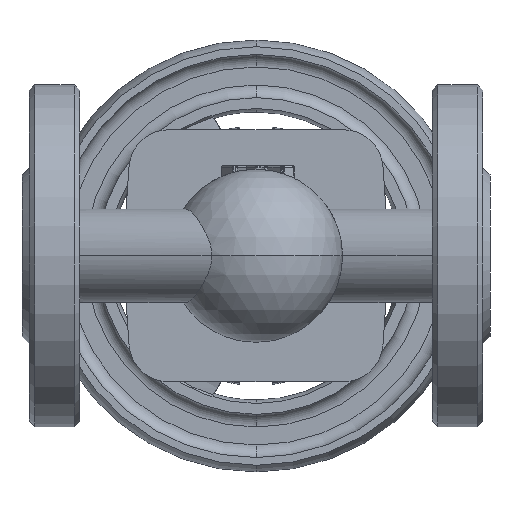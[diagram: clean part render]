
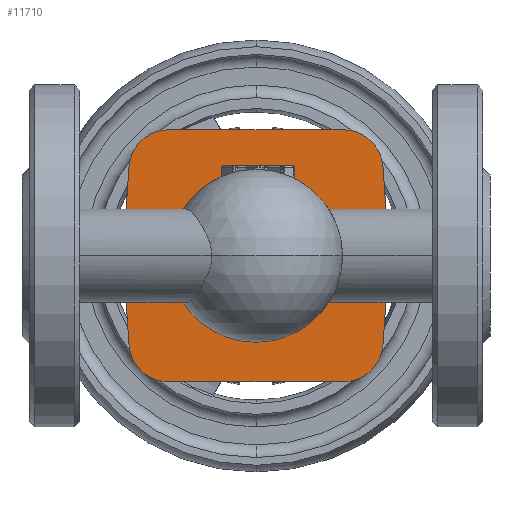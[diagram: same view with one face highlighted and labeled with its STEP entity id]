
A CAD part, front view. The second image highlights one B-rep face of the part: STEP entity #11710.
In plain terms, the highlighted planar face has unit normal (0, -1, 0).
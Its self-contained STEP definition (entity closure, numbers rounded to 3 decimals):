
#237 = CARTESIAN_POINT ( 'NONE',  ( -35.268, 30., -24.767 ) ) ;
#257 = LINE ( 'NONE', #12107, #3724 ) ;
#443 = AXIS2_PLACEMENT_3D ( 'NONE', #10339, #19945, #4720 ) ;
#544 = DIRECTION ( 'NONE',  ( -1., 0., 0. ) ) ;
#607 = EDGE_CURVE ( 'NONE', #12400, #15185, #15083, .T. ) ;
#811 = VERTEX_POINT ( 'NONE', #8801 ) ;
#938 = VERTEX_POINT ( 'NONE', #19978 ) ;
#944 = DIRECTION ( 'NONE',  ( 0., -1., 0. ) ) ;
#1334 = EDGE_CURVE ( 'NONE', #7658, #18430, #17537, .T. ) ;
#1386 = CIRCLE ( 'NONE', #18917, 24. ) ;
#1414 = ORIENTED_EDGE ( 'NONE', *, *, #2853, .T. ) ;
#1713 = EDGE_CURVE ( 'NONE', #938, #10189, #17361, .T. ) ;
#1822 = VECTOR ( 'NONE', #8327, 1000. ) ;
#1939 = AXIS2_PLACEMENT_3D ( 'NONE', #13117, #13094, #13072 ) ;
#2154 = ORIENTED_EDGE ( 'NONE', *, *, #18542, .F. ) ;
#2224 = DIRECTION ( 'NONE',  ( -0.07, 0., -0.998 ) ) ;
#2297 = CARTESIAN_POINT ( 'NONE',  ( 24.295, 30., -35. ) ) ;
#2420 = CARTESIAN_POINT ( 'NONE',  ( 24.295, 30., -24. ) ) ;
#2448 = CIRCLE ( 'NONE', #1939, 11. ) ;
#2476 = DIRECTION ( 'NONE',  ( 0., -1., 0. ) ) ;
#2581 = DIRECTION ( 'NONE',  ( -0.07, 0., 0.998 ) ) ;
#2690 = AXIS2_PLACEMENT_3D ( 'NONE', #3981, #3852, #3583 ) ;
#2853 = EDGE_CURVE ( 'NONE', #7658, #811, #2448, .T. ) ;
#3323 = AXIS2_PLACEMENT_3D ( 'NONE', #2420, #12778, #12909 ) ;
#3564 = EDGE_CURVE ( 'NONE', #12400, #17404, #14750, .T. ) ;
#3583 = DIRECTION ( 'NONE',  ( 0., 0., 1. ) ) ;
#3724 = VECTOR ( 'NONE', #2224, 1000. ) ;
#3801 = CARTESIAN_POINT ( 'NONE',  ( 35.268, 30., 24.767 ) ) ;
#3852 = DIRECTION ( 'NONE',  ( 0., -1., 0. ) ) ;
#3867 = ORIENTED_EDGE ( 'NONE', *, *, #4767, .F. ) ;
#3981 = CARTESIAN_POINT ( 'NONE',  ( -24.295, 30., 24. ) ) ;
#4168 = ORIENTED_EDGE ( 'NONE', *, *, #6939, .F. ) ;
#4720 = DIRECTION ( 'NONE',  ( 0., 0., 1. ) ) ;
#4767 = EDGE_CURVE ( 'NONE', #15185, #13222, #257, .T. ) ;
#5462 = FACE_OUTER_BOUND ( 'NONE', #17235, .T. ) ;
#5511 = CARTESIAN_POINT ( 'NONE',  ( 24.295, 30., 24. ) ) ;
#5820 = VERTEX_POINT ( 'NONE', #14554 ) ;
#5922 = EDGE_CURVE ( 'NONE', #12244, #13222, #14240, .T. ) ;
#6939 = EDGE_CURVE ( 'NONE', #10674, #5820, #18111, .T. ) ;
#7658 = VERTEX_POINT ( 'NONE', #237 ) ;
#7701 = ORIENTED_EDGE ( 'NONE', *, *, #18658, .F. ) ;
#7831 = CARTESIAN_POINT ( 'NONE',  ( 35.268, 30., -24.767 ) ) ;
#8176 = ORIENTED_EDGE ( 'NONE', *, *, #5922, .T. ) ;
#8327 = DIRECTION ( 'NONE',  ( 0.07, 0., 0.998 ) ) ;
#8552 = LINE ( 'NONE', #19949, #20973 ) ;
#8571 = PLANE ( 'NONE',  #443 ) ;
#8801 = CARTESIAN_POINT ( 'NONE',  ( -24.295, 30., -35. ) ) ;
#9079 = DIRECTION ( 'NONE',  ( 1., 0., 0. ) ) ;
#9540 = LINE ( 'NONE', #13944, #17642 ) ;
#9631 = ORIENTED_EDGE ( 'NONE', *, *, #9739, .F. ) ;
#9739 = EDGE_CURVE ( 'NONE', #12244, #811, #9540, .T. ) ;
#9791 = EDGE_CURVE ( 'NONE', #18430, #10189, #19382, .T. ) ;
#10189 = VERTEX_POINT ( 'NONE', #11419 ) ;
#10339 = CARTESIAN_POINT ( 'NONE',  ( 0., 30., 0. ) ) ;
#10646 = DIRECTION ( 'NONE',  ( 0., 0., 1. ) ) ;
#10650 = ORIENTED_EDGE ( 'NONE', *, *, #607, .F. ) ;
#10674 = VERTEX_POINT ( 'NONE', #14433 ) ;
#10828 = CARTESIAN_POINT ( 'NONE',  ( -37., 30., 0. ) ) ;
#10833 = VECTOR ( 'NONE', #14863, 1000. ) ;
#11051 = DIRECTION ( 'NONE',  ( 0., 0., 1. ) ) ;
#11419 = CARTESIAN_POINT ( 'NONE',  ( -35.268, 30., 24.767 ) ) ;
#11710 = ADVANCED_FACE ( 'NONE', ( #13946, #5462 ), #8571, .F. ) ;
#12107 = CARTESIAN_POINT ( 'NONE',  ( 34.553, 30., -35. ) ) ;
#12244 = VERTEX_POINT ( 'NONE', #2297 ) ;
#12400 = VERTEX_POINT ( 'NONE', #3801 ) ;
#12638 = CARTESIAN_POINT ( 'NONE',  ( 0., 30., 0. ) ) ;
#12778 = DIRECTION ( 'NONE',  ( 0., -1., 0. ) ) ;
#12779 = CARTESIAN_POINT ( 'NONE',  ( -37., 30., 0. ) ) ;
#12909 = DIRECTION ( 'NONE',  ( 0., 0., 1. ) ) ;
#13072 = DIRECTION ( 'NONE',  ( 0., 0., 1. ) ) ;
#13080 = ORIENTED_EDGE ( 'NONE', *, *, #3564, .T. ) ;
#13094 = DIRECTION ( 'NONE',  ( 0., -1., 0. ) ) ;
#13117 = CARTESIAN_POINT ( 'NONE',  ( -24.295, 30., -24. ) ) ;
#13222 = VERTEX_POINT ( 'NONE', #7831 ) ;
#13330 = ORIENTED_EDGE ( 'NONE', *, *, #1713, .T. ) ;
#13944 = CARTESIAN_POINT ( 'NONE',  ( -34.553, 30., -35. ) ) ;
#13946 = FACE_BOUND ( 'NONE', #15514, .T. ) ;
#14240 = CIRCLE ( 'NONE', #3323, 11. ) ;
#14304 = CARTESIAN_POINT ( 'NONE',  ( 0., 30., 0. ) ) ;
#14433 = CARTESIAN_POINT ( 'NONE',  ( -24., 30., 0. ) ) ;
#14554 = CARTESIAN_POINT ( 'NONE',  ( 24., 30., 0. ) ) ;
#14750 = CIRCLE ( 'NONE', #15692, 11. ) ;
#14846 = CARTESIAN_POINT ( 'NONE',  ( 37., 30., 0. ) ) ;
#14863 = DIRECTION ( 'NONE',  ( 0.07, 0., -0.998 ) ) ;
#15083 = LINE ( 'NONE', #14846, #10833 ) ;
#15185 = VERTEX_POINT ( 'NONE', #20691 ) ;
#15514 = EDGE_LOOP ( 'NONE', ( #4168, #7701 ) ) ;
#15692 = AXIS2_PLACEMENT_3D ( 'NONE', #5511, #2476, #20748 ) ;
#15987 = VECTOR ( 'NONE', #2581, 1000. ) ;
#16736 = DIRECTION ( 'NONE',  ( 0., -1., 0. ) ) ;
#17188 = ORIENTED_EDGE ( 'NONE', *, *, #9791, .F. ) ;
#17235 = EDGE_LOOP ( 'NONE', ( #18989, #1414, #9631, #8176, #3867, #10650, #13080, #2154, #13330, #17188 ) ) ;
#17361 = CIRCLE ( 'NONE', #2690, 11. ) ;
#17404 = VERTEX_POINT ( 'NONE', #18737 ) ;
#17537 = LINE ( 'NONE', #19593, #15987 ) ;
#17642 = VECTOR ( 'NONE', #544, 1000. ) ;
#18111 = CIRCLE ( 'NONE', #20248, 24. ) ;
#18430 = VERTEX_POINT ( 'NONE', #12779 ) ;
#18542 = EDGE_CURVE ( 'NONE', #938, #17404, #8552, .T. ) ;
#18658 = EDGE_CURVE ( 'NONE', #5820, #10674, #1386, .T. ) ;
#18737 = CARTESIAN_POINT ( 'NONE',  ( 24.295, 30., 35. ) ) ;
#18917 = AXIS2_PLACEMENT_3D ( 'NONE', #14304, #16736, #10646 ) ;
#18989 = ORIENTED_EDGE ( 'NONE', *, *, #1334, .F. ) ;
#19382 = LINE ( 'NONE', #10828, #1822 ) ;
#19593 = CARTESIAN_POINT ( 'NONE',  ( -34.553, 30., -35. ) ) ;
#19945 = DIRECTION ( 'NONE',  ( 0., 1., 0. ) ) ;
#19949 = CARTESIAN_POINT ( 'NONE',  ( -34.553, 30., 35. ) ) ;
#19978 = CARTESIAN_POINT ( 'NONE',  ( -24.295, 30., 35. ) ) ;
#20248 = AXIS2_PLACEMENT_3D ( 'NONE', #12638, #944, #11051 ) ;
#20691 = CARTESIAN_POINT ( 'NONE',  ( 37., 30., 0. ) ) ;
#20748 = DIRECTION ( 'NONE',  ( 0., 0., 1. ) ) ;
#20973 = VECTOR ( 'NONE', #9079, 1000. ) ;
